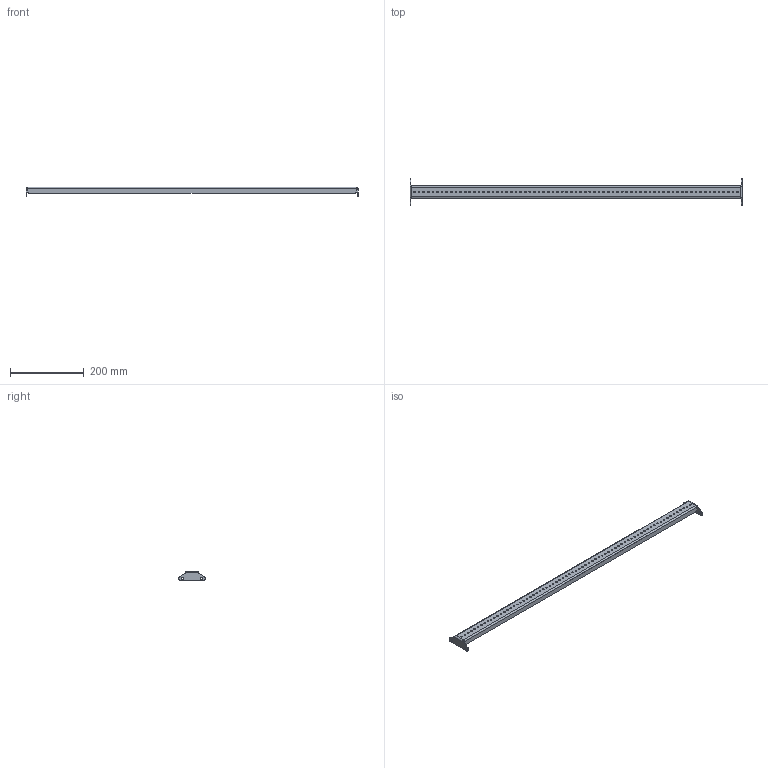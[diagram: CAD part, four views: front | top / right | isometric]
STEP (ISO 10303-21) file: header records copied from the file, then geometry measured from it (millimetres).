
FILE_DESCRIPTION (( 'STEP AP214' ), '1' );
FILE_NAME ('944.100.R.STEP', '2024-08-26T10:08:37', ( '' ), ( '' ), 'SwSTEP 2.0', 'SolidWorks 2021', '' );
FILE_SCHEMA (( 'AUTOMOTIVE_DESIGN' ));
Length unit declared in the file: millimetre
Products named in the file (1): 944.100.R
Bounding box: 899 x 70.6 x 26 mm (x, y, z)
Volume: 110969.8 mm3; surface area: 117415.8 mm2
Topology: 1 solids, 1 shells, 206 faces, 596 edges, 392 vertices
Faces by surface type: cylinder 170, plane 36
Entity records: 7290 total; most frequent: DIRECTION 1350, CARTESIAN_POINT 1207, ORIENTED_EDGE 1192, EDGE_CURVE 596, AXIS2_PLACEMENT_3D 551, VERTEX_POINT 392, EDGE_LOOP 356, CIRCLE 344
